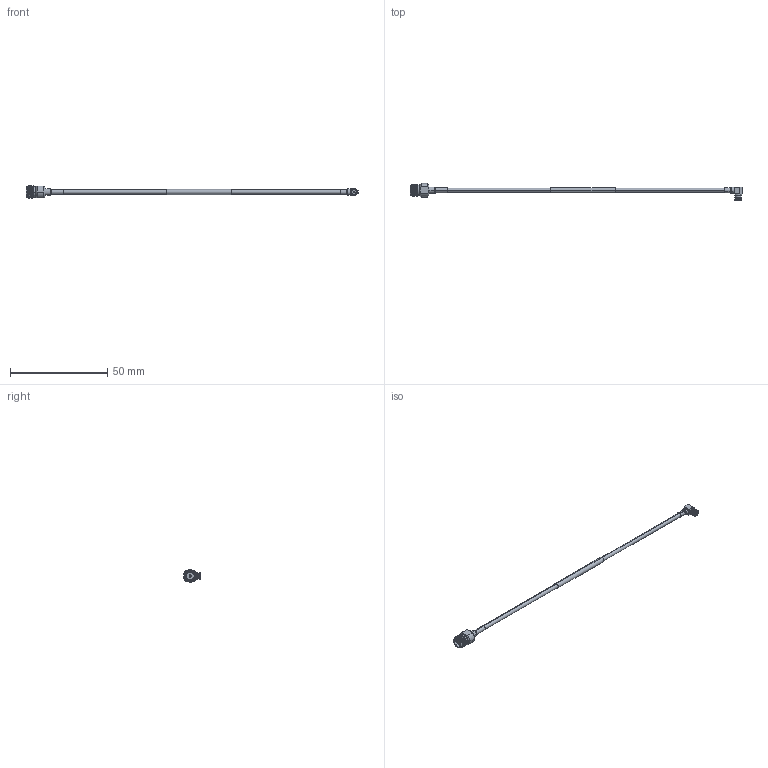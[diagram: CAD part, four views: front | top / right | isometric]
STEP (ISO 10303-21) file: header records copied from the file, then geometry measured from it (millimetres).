
FILE_DESCRIPTION (( 'STEP AP214' ), '1' );
FILE_NAME ('FMC00790_3D.step', '2023-02-23T03:01:57', ( '' ), ( '' ), 'SwSTEP 2.0', 'SolidWorks 2022', '' );
FILE_SCHEMA (( 'AUTOMOTIVE_DESIGN' ));
Length unit declared in the file: inch
Products named in the file (6): FM-SR086TBJ^FMC00790; SC5233; SC3519A; heat shrink conn 2^FMC00790_conn 1; heat shrink conn 1^FMC00790; FMC00790_3D
Assembly tree (5 placements, depth 2):
  FMC00790_3D
    FM-SR086TBJ^FMC00790
    SC3519A
    heat shrink conn 1^FMC00790
    SC5233
    heat shrink conn 2^FMC00790_conn 1
Bounding box: 170.64 x 8.77 x 6.34 mm (x, y, z)
Volume: 989 mm3; surface area: 2482.2 mm2
Topology: 10 solids, 10 shells, 220 faces, 550 edges, 350 vertices
Faces by surface type: cylinder 88, plane 74, cone 39, torus 16, bspline 3
Entity records: 8742 total; most frequent: CARTESIAN_POINT 3112, DIRECTION 1112, ORIENTED_EDGE 1092, EDGE_CURVE 546, AXIS2_PLACEMENT_3D 455, VERTEX_POINT 348, EDGE_LOOP 240, CIRCLE 230
